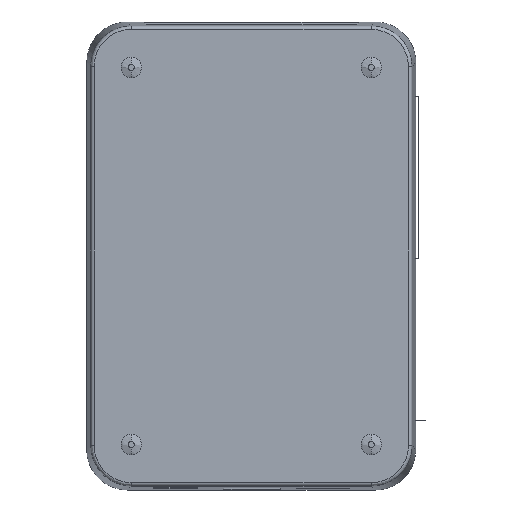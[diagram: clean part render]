
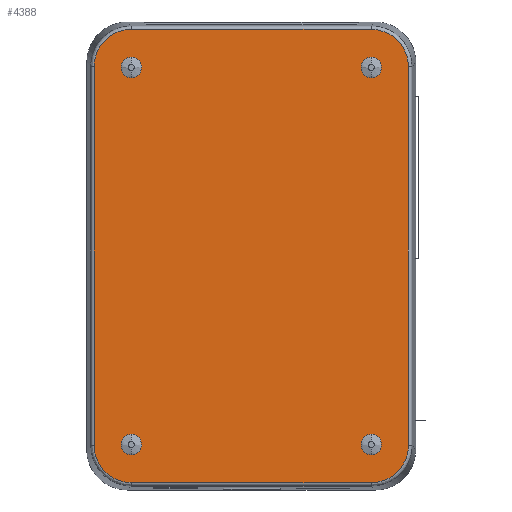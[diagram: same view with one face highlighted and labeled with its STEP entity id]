
A CAD part, front view. The second image highlights one B-rep face of the part: STEP entity #4388.
In plain terms, the highlighted planar face has unit normal (0, -1, 0).
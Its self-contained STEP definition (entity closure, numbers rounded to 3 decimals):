
#1=CARTESIAN_POINT('',(-34.993,0.,66.837));
#2=CARTESIAN_POINT('',(-35.411,0.,66.837));
#3=CARTESIAN_POINT('',(-36.297,0.,66.79));
#4=CARTESIAN_POINT('',(-37.802,0.,66.51));
#5=CARTESIAN_POINT('',(-39.418,0.,65.948));
#6=CARTESIAN_POINT('',(-41.075,0.,65.046));
#7=CARTESIAN_POINT('',(-42.685,0.,63.736));
#8=CARTESIAN_POINT('',(-44.01,0.,62.129));
#9=CARTESIAN_POINT('',(-44.928,0.,60.464));
#10=CARTESIAN_POINT('',(-45.501,0.,58.834));
#11=CARTESIAN_POINT('',(-45.788,0.,
57.314));
#12=CARTESIAN_POINT('',(-45.837,0.,56.417));
#13=CARTESIAN_POINT('',(-45.837,0.,55.994));
#15=DIRECTION('',(-1.,0.,0.));
#16=VECTOR('',#15,69.986);
#17=CARTESIAN_POINT('',(34.993,0.,66.837));
#18=LINE('',#17,#16);
#19=CARTESIAN_POINT('',(45.837,0.,55.994));
#20=CARTESIAN_POINT('',(45.837,0.,56.412));
#21=CARTESIAN_POINT('',(45.789,0.,57.298));
#22=CARTESIAN_POINT('',(45.509,0.,58.803));
#23=CARTESIAN_POINT('',(44.947,0.,60.419));
#24=CARTESIAN_POINT('',(44.045,0.,62.075));
#25=CARTESIAN_POINT('',(42.735,0.,63.686));
#26=CARTESIAN_POINT('',(41.128,0.,65.01));
#27=CARTESIAN_POINT('',(39.463,0.,65.929));
#28=CARTESIAN_POINT('',(37.834,0.,66.502));
#29=CARTESIAN_POINT('',(36.313,0.,66.789));
#30=CARTESIAN_POINT('',(35.416,0.,66.837));
#31=CARTESIAN_POINT('',(34.993,0.,66.837));
#33=CARTESIAN_POINT('',(34.993,0.,-65.337));
#34=CARTESIAN_POINT('',(35.411,0.,-65.337));
#35=CARTESIAN_POINT('',(36.297,0.,
-65.289));
#36=CARTESIAN_POINT('',(37.802,0.,-65.009));
#37=CARTESIAN_POINT('',(39.418,0.,
-64.447));
#38=CARTESIAN_POINT('',(41.075,0.,-63.545));
#39=CARTESIAN_POINT('',(42.685,0.,
-62.235));
#40=CARTESIAN_POINT('',(44.01,0.,-60.628));
#41=CARTESIAN_POINT('',(44.928,0.,
-58.963));
#42=CARTESIAN_POINT('',(45.501,0.,-57.334));
#43=CARTESIAN_POINT('',(45.788,0.,
-55.813));
#44=CARTESIAN_POINT('',(45.837,0.,-54.916));
#45=CARTESIAN_POINT('',(45.837,0.,-54.493));
#47=DIRECTION('',(1.,0.,0.));
#48=VECTOR('',#47,69.986);
#49=CARTESIAN_POINT('',(-34.993,0.,
-65.337));
#50=LINE('',#49,#48);
#51=CARTESIAN_POINT('',(-45.837,0.,
-54.493));
#52=CARTESIAN_POINT('',(-45.837,0.,
-54.911));
#53=CARTESIAN_POINT('',(-45.789,0.,
-55.797));
#54=CARTESIAN_POINT('',(-45.509,0.,
-57.302));
#55=CARTESIAN_POINT('',(-44.947,0.,
-58.918));
#56=CARTESIAN_POINT('',(-44.045,0.,
-60.575));
#57=CARTESIAN_POINT('',(-42.735,0.,
-62.185));
#58=CARTESIAN_POINT('',(-41.128,0.,
-63.51));
#59=CARTESIAN_POINT('',(-39.463,0.,
-64.428));
#60=CARTESIAN_POINT('',(-37.834,0.,
-65.001));
#61=CARTESIAN_POINT('',(-36.313,0.,
-65.288));
#62=CARTESIAN_POINT('',(-35.416,0.,
-65.337));
#63=CARTESIAN_POINT('',(-34.993,0.,
-65.337));
#65=CARTESIAN_POINT('',(-35.,0.,55.75));
#66=DIRECTION('',(0.,-1.,0.));
#67=DIRECTION('',(0.,0.,1.));
#68=AXIS2_PLACEMENT_3D('',#65,#66,#67);
#70=CARTESIAN_POINT('',(-35.,0.,55.75));
#71=DIRECTION('',(0.,-1.,0.));
#72=DIRECTION('',(0.,0.,-1.));
#73=AXIS2_PLACEMENT_3D('',#70,#71,#72);
#75=CARTESIAN_POINT('',(-35.,0.,-54.25));
#76=DIRECTION('',(0.,-1.,0.));
#77=DIRECTION('',(0.,0.,1.));
#78=AXIS2_PLACEMENT_3D('',#75,#76,#77);
#80=CARTESIAN_POINT('',(-35.,0.,-54.25));
#81=DIRECTION('',(0.,-1.,0.));
#82=DIRECTION('',(0.,0.,-1.));
#83=AXIS2_PLACEMENT_3D('',#80,#81,#82);
#85=CARTESIAN_POINT('',(35.,0.,-54.25));
#86=DIRECTION('',(0.,-1.,0.));
#87=DIRECTION('',(0.,0.,1.));
#88=AXIS2_PLACEMENT_3D('',#85,#86,#87);
#90=CARTESIAN_POINT('',(35.,0.,-54.25));
#91=DIRECTION('',(0.,-1.,0.));
#92=DIRECTION('',(0.,0.,-1.));
#93=AXIS2_PLACEMENT_3D('',#90,#91,#92);
#95=CARTESIAN_POINT('',(35.,0.,55.75));
#96=DIRECTION('',(0.,-1.,0.));
#97=DIRECTION('',(0.,0.,1.));
#98=AXIS2_PLACEMENT_3D('',#95,#96,#97);
#100=CARTESIAN_POINT('',(35.,0.,55.75));
#101=DIRECTION('',(0.,-1.,0.));
#102=DIRECTION('',(0.,0.,-1.));
#103=AXIS2_PLACEMENT_3D('',#100,#101,#102);
#110=DIRECTION('',(0.,0.,-1.));
#111=VECTOR('',#110,110.487);
#112=CARTESIAN_POINT('',(-45.837,0.,
55.994));
#113=LINE('',#112,#111);
#714=DIRECTION('',(0.,0.,1.));
#715=VECTOR('',#714,110.487);
#716=CARTESIAN_POINT('',(45.837,0.,
-54.493));
#717=LINE('',#716,#715);
#3674=VERTEX_POINT('',#51);
#3675=VERTEX_POINT('',#63);
#3678=CARTESIAN_POINT('',(34.993,0.,
-65.337));
#3679=VERTEX_POINT('',#3678);
#3682=VERTEX_POINT('',#45);
#3684=CARTESIAN_POINT('',(-45.837,0.,55.994));
#3686=VERTEX_POINT('',#3684);
#3696=VERTEX_POINT('',#19);
#3697=VERTEX_POINT('',#31);
#3700=CARTESIAN_POINT('',(-34.993,0.,
66.837));
#3701=VERTEX_POINT('',#3700);
#4269=CARTESIAN_POINT('',(-35.,0.,58.75));
#4270=CARTESIAN_POINT('',(-35.,0.,52.75));
#4271=VERTEX_POINT('',#4269);
#4272=VERTEX_POINT('',#4270);
#4277=CARTESIAN_POINT('',(-35.,0.,-51.25));
#4278=CARTESIAN_POINT('',(-35.,0.,-57.25));
#4279=VERTEX_POINT('',#4277);
#4280=VERTEX_POINT('',#4278);
#4285=CARTESIAN_POINT('',(35.,0.,-51.25));
#4286=CARTESIAN_POINT('',(35.,0.,-57.25));
#4287=VERTEX_POINT('',#4285);
#4288=VERTEX_POINT('',#4286);
#4293=CARTESIAN_POINT('',(35.,0.,58.75));
#4294=CARTESIAN_POINT('',(35.,0.,52.75));
#4295=VERTEX_POINT('',#4293);
#4296=VERTEX_POINT('',#4294);
#4341=CARTESIAN_POINT('',(0.,0.,0.));
#4342=DIRECTION('',(0.,1.,0.));
#4343=DIRECTION('',(1.,0.,0.));
#4344=AXIS2_PLACEMENT_3D('',#4341,#4342,#4343);
#4345=PLANE('',#4344);
#4347=ORIENTED_EDGE('',*,*,#4346,.F.);
#4349=ORIENTED_EDGE('',*,*,#4348,.F.);
#4351=ORIENTED_EDGE('',*,*,#4350,.F.);
#4353=ORIENTED_EDGE('',*,*,#4352,.F.);
#4355=ORIENTED_EDGE('',*,*,#4354,.F.);
#4357=ORIENTED_EDGE('',*,*,#4356,.F.);
#4359=ORIENTED_EDGE('',*,*,#4358,.F.);
#4361=ORIENTED_EDGE('',*,*,#4360,.F.);
#4362=EDGE_LOOP('',(#4347,#4349,#4351,#4353,#4355,#4357,#4359,#4361));
#4363=FACE_OUTER_BOUND('',#4362,.F.);
#4365=ORIENTED_EDGE('',*,*,#4364,.T.);
#4367=ORIENTED_EDGE('',*,*,#4366,.T.);
#4368=EDGE_LOOP('',(#4365,#4367));
#4369=FACE_BOUND('',#4368,.F.);
#4371=ORIENTED_EDGE('',*,*,#4370,.T.);
#4373=ORIENTED_EDGE('',*,*,#4372,.T.);
#4374=EDGE_LOOP('',(#4371,#4373));
#4375=FACE_BOUND('',#4374,.F.);
#4377=ORIENTED_EDGE('',*,*,#4376,.T.);
#4379=ORIENTED_EDGE('',*,*,#4378,.T.);
#4380=EDGE_LOOP('',(#4377,#4379));
#4381=FACE_BOUND('',#4380,.F.);
#4383=ORIENTED_EDGE('',*,*,#4382,.T.);
#4385=ORIENTED_EDGE('',*,*,#4384,.T.);
#4386=EDGE_LOOP('',(#4383,#4385));
#4387=FACE_BOUND('',#4386,.F.);
#14=B_SPLINE_CURVE_WITH_KNOTS('',3,(#1,#2,#3,#4,#5,#6,#7,#8,#9,#10,#11,#12,#13),
.UNSPECIFIED.,.F.,.F.,(4,1,1,1,1,1,1,1,1,1,4),(0.,0.1,0.2,0.3,0.4,
0.5,0.6,0.7,0.8,0.9,1.),.UNSPECIFIED.);
#32=B_SPLINE_CURVE_WITH_KNOTS('',3,(#19,#20,#21,#22,#23,#24,#25,#26,#27,#28,#29,
#30,#31),.UNSPECIFIED.,.F.,.F.,(4,1,1,1,1,1,1,1,1,1,4),(0.,0.1,0.2,0.3,
0.4,0.5,0.6,0.7,0.8,0.9,1.),.UNSPECIFIED.);
#46=B_SPLINE_CURVE_WITH_KNOTS('',3,(#33,#34,#35,#36,#37,#38,#39,#40,#41,#42,#43,
#44,#45),.UNSPECIFIED.,.F.,.F.,(4,1,1,1,1,1,1,1,1,1,4),(0.,0.1,0.2,0.3,
0.4,0.5,0.6,0.7,0.8,0.9,1.),.UNSPECIFIED.);
#64=B_SPLINE_CURVE_WITH_KNOTS('',3,(#51,#52,#53,#54,#55,#56,#57,#58,#59,#60,#61,
#62,#63),.UNSPECIFIED.,.F.,.F.,(4,1,1,1,1,1,1,1,1,1,4),(0.,0.1,0.2,0.3,
0.4,0.5,0.6,0.7,0.8,0.9,1.),.UNSPECIFIED.);
#69=CIRCLE('',#68,3.);
#74=CIRCLE('',#73,3.);
#79=CIRCLE('',#78,3.);
#84=CIRCLE('',#83,3.);
#89=CIRCLE('',#88,3.);
#94=CIRCLE('',#93,3.);
#99=CIRCLE('',#98,3.);
#104=CIRCLE('',#103,3.);
#4346=EDGE_CURVE('',#3686,#3674,#113,.T.);
#4348=EDGE_CURVE('',#3701,#3686,#14,.T.);
#4350=EDGE_CURVE('',#3697,#3701,#18,.T.);
#4352=EDGE_CURVE('',#3696,#3697,#32,.T.);
#4354=EDGE_CURVE('',#3682,#3696,#717,.T.);
#4356=EDGE_CURVE('',#3679,#3682,#46,.T.);
#4358=EDGE_CURVE('',#3675,#3679,#50,.T.);
#4360=EDGE_CURVE('',#3674,#3675,#64,.T.);
#4364=EDGE_CURVE('',#4271,#4272,#69,.T.);
#4366=EDGE_CURVE('',#4272,#4271,#74,.T.);
#4370=EDGE_CURVE('',#4279,#4280,#79,.T.);
#4372=EDGE_CURVE('',#4280,#4279,#84,.T.);
#4376=EDGE_CURVE('',#4287,#4288,#89,.T.);
#4378=EDGE_CURVE('',#4288,#4287,#94,.T.);
#4382=EDGE_CURVE('',#4295,#4296,#99,.T.);
#4384=EDGE_CURVE('',#4296,#4295,#104,.T.);
#4388=ADVANCED_FACE('',(#4363,#4369,#4375,#4381,#4387),#4345,.F.);
